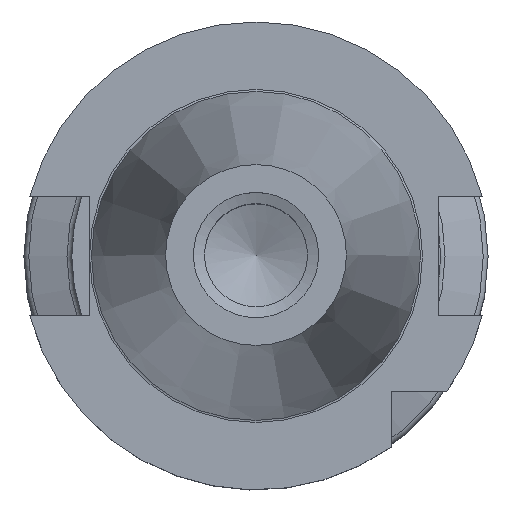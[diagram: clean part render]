
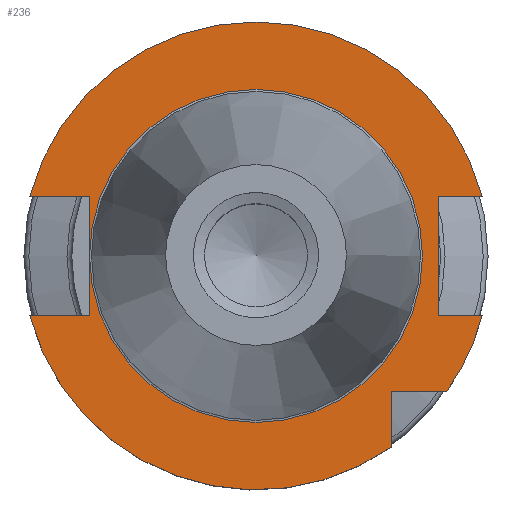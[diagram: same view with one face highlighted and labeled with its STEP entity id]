
A CAD part, top view. The second image highlights one B-rep face of the part: STEP entity #236.
In plain terms, the highlighted planar face has unit normal (0, 0, 1).
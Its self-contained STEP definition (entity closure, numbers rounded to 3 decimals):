
#236=ADVANCED_FACE('',(#329),#299,.F.);
#299=PLANE('',#1158);
#329=FACE_OUTER_BOUND('',#373,.T.);
#373=EDGE_LOOP('',(#612,#613,#614,#615,#616,#617,#618,#619,#620,#621,#622,#623,#624));
#482=LINE('',#1662,#538);
#483=LINE('',#1664,#539);
#484=LINE('',#1667,#540);
#485=LINE('',#1669,#541);
#486=LINE('',#1670,#542);
#487=LINE('',#1672,#543);
#488=LINE('',#1673,#544);
#489=LINE('',#1675,#545);
#490=LINE('',#1677,#546);
#538=VECTOR('',#1332,1.0);
#539=VECTOR('',#1333,1.0);
#540=VECTOR('',#1336,1.0);
#541=VECTOR('',#1337,1.0);
#542=VECTOR('',#1338,1.0);
#543=VECTOR('',#1339,1.0);
#544=VECTOR('',#1340,1.0);
#545=VECTOR('',#1341,1.0);
#546=VECTOR('',#1342,1.0);
#612=ORIENTED_EDGE('',*,*,#969,.F.);
#613=ORIENTED_EDGE('',*,*,#970,.T.);
#614=ORIENTED_EDGE('',*,*,#971,.T.);
#615=ORIENTED_EDGE('',*,*,#972,.T.);
#616=ORIENTED_EDGE('',*,*,#973,.T.);
#617=ORIENTED_EDGE('',*,*,#961,.T.);
#618=ORIENTED_EDGE('',*,*,#974,.T.);
#619=ORIENTED_EDGE('',*,*,#975,.F.);
#620=ORIENTED_EDGE('',*,*,#965,.F.);
#621=ORIENTED_EDGE('',*,*,#976,.F.);
#622=ORIENTED_EDGE('',*,*,#977,.F.);
#623=ORIENTED_EDGE('',*,*,#978,.T.);
#624=ORIENTED_EDGE('',*,*,#957,.F.);
#858=VERTEX_POINT('',#1631);
#860=VERTEX_POINT('',#1635);
#861=VERTEX_POINT('',#1639);
#864=VERTEX_POINT('',#1644);
#866=VERTEX_POINT('',#1649);
#868=VERTEX_POINT('',#1653);
#871=VERTEX_POINT('',#1663);
#872=VERTEX_POINT('',#1665);
#873=VERTEX_POINT('',#1668);
#874=VERTEX_POINT('',#1671);
#875=VERTEX_POINT('',#1674);
#876=VERTEX_POINT('',#1676);
#957=EDGE_CURVE('',#860,#858,#1078,.T.);
#961=EDGE_CURVE('',#861,#864,#1080,.T.);
#965=EDGE_CURVE('',#868,#866,#1082,.T.);
#969=EDGE_CURVE('',#871,#860,#482,.T.);
#970=EDGE_CURVE('',#871,#872,#483,.T.);
#971=EDGE_CURVE('',#872,#872,#1084,.T.);
#972=EDGE_CURVE('',#872,#873,#484,.T.);
#973=EDGE_CURVE('',#873,#861,#485,.T.);
#974=EDGE_CURVE('',#864,#874,#486,.T.);
#975=EDGE_CURVE('',#866,#874,#487,.T.);
#976=EDGE_CURVE('',#875,#868,#488,.T.);
#977=EDGE_CURVE('',#876,#875,#489,.T.);
#978=EDGE_CURVE('',#876,#858,#490,.T.);
#1078=CIRCLE('',#1147,31.75);
#1080=CIRCLE('',#1150,31.75);
#1082=CIRCLE('',#1153,31.75);
#1084=CIRCLE('',#1157,22.6);
#1147=AXIS2_PLACEMENT_3D('',#1636,#1306,#1307);
#1150=AXIS2_PLACEMENT_3D('',#1645,#1314,#1315);
#1153=AXIS2_PLACEMENT_3D('',#1654,#1322,#1323);
#1157=AXIS2_PLACEMENT_3D('',#1666,#1334,#1335);
#1158=AXIS2_PLACEMENT_3D('',#1678,#1343,#1344);
#1306=DIRECTION('',(0.0,0.0,-1.0));
#1307=DIRECTION('',(1.0,0.0,0.0));
#1314=DIRECTION('',(0.0,0.0,1.0));
#1315=DIRECTION('',(1.0,0.0,0.0));
#1322=DIRECTION('',(0.0,0.0,-1.0));
#1323=DIRECTION('',(1.0,0.0,0.0));
#1332=DIRECTION('',(-1.0,0.0,0.0));
#1333=DIRECTION('',(0.0,-1.0,0.0));
#1334=DIRECTION('',(0.0,0.0,-1.0));
#1335=DIRECTION('',(1.0,0.0,0.0));
#1336=DIRECTION('',(0.0,-1.0,0.0));
#1337=DIRECTION('',(-1.0,0.0,0.0));
#1338=DIRECTION('',(0.0,1.0,0.0));
#1339=DIRECTION('',(-1.0,0.0,0.0));
#1340=DIRECTION('',(1.0,0.0,0.0));
#1341=DIRECTION('',(0.0,-1.0,0.0));
#1342=DIRECTION('',(1.0,0.0,0.0));
#1343=DIRECTION('',(0.0,0.0,-1.0));
#1344=DIRECTION('',(1.0,0.0,0.0));
#1631=CARTESIAN_POINT('',(30.701,8.095,-3.2));
#1635=CARTESIAN_POINT('',(-30.701,8.095,-3.2));
#1636=CARTESIAN_POINT('',(0.0,0.0,-3.2));
#1639=CARTESIAN_POINT('',(-30.701,-8.095,-3.2));
#1644=CARTESIAN_POINT('',(18.35,-25.91,-3.2));
#1645=CARTESIAN_POINT('',(0.0,0.0,-3.2));
#1649=CARTESIAN_POINT('',(25.91,-18.35,-3.2));
#1653=CARTESIAN_POINT('',(30.701,-8.095,-3.2));
#1654=CARTESIAN_POINT('',(0.0,0.0,-3.2));
#1662=CARTESIAN_POINT('',(0.0,8.095,-3.2));
#1663=CARTESIAN_POINT('',(-22.6,8.095,-3.2));
#1664=CARTESIAN_POINT('',(-22.6,-22.0,-3.2));
#1665=CARTESIAN_POINT('',(-22.6,0.0,-3.2));
#1666=CARTESIAN_POINT('',(0.0,0.0,-3.2));
#1667=CARTESIAN_POINT('',(-22.6,-22.0,-3.2));
#1668=CARTESIAN_POINT('',(-22.6,-8.095,-3.2));
#1669=CARTESIAN_POINT('',(-41.75,-8.095,-3.2));
#1670=CARTESIAN_POINT('',(18.35,-22.0,-3.2));
#1671=CARTESIAN_POINT('',(18.35,-18.35,-3.2));
#1672=CARTESIAN_POINT('',(0.0,-18.35,-3.2));
#1673=CARTESIAN_POINT('',(0.0,-8.095,-3.2));
#1674=CARTESIAN_POINT('',(24.8,-8.095,-3.2));
#1675=CARTESIAN_POINT('',(24.8,-22.0,-3.2));
#1676=CARTESIAN_POINT('',(24.8,8.095,-3.2));
#1677=CARTESIAN_POINT('',(41.75,8.095,-3.2));
#1678=CARTESIAN_POINT('',(0.0,-22.0,-3.2));
